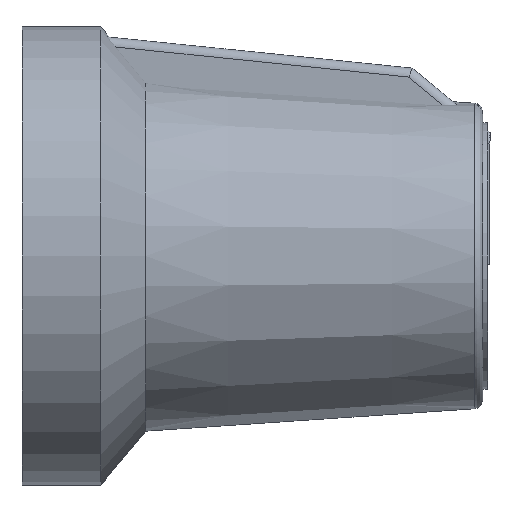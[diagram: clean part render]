
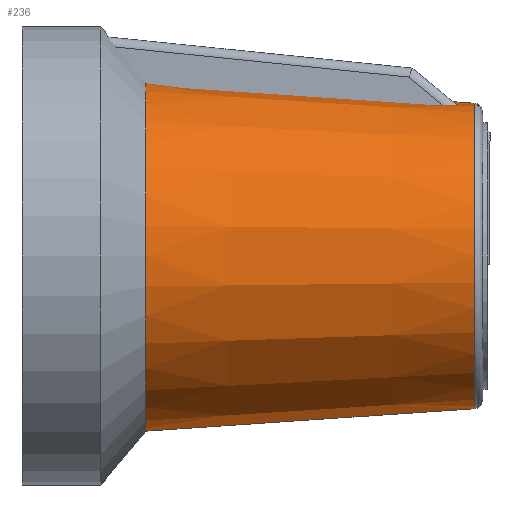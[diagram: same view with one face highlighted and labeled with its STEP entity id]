
A CAD part, front view. The second image highlights one B-rep face of the part: STEP entity #236.
In plain terms, the highlighted conical face has half-angle 3.9 degrees and reference radius 4.958 mm.
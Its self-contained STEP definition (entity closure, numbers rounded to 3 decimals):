
#49 = AXIS2_PLACEMENT_3D ( 'NONE', #232, #756, #1019 ) ;
#53 = DIRECTION ( 'NONE',  ( -0.998, 0., 0.068 ) ) ;
#91 = ORIENTED_EDGE ( 'NONE', *, *, #242, .T. ) ;
#97 = CARTESIAN_POINT ( 'NONE',  ( 14.971, 0., 0.014 ) ) ;
#99 = CARTESIAN_POINT ( 'NONE',  ( 3.992, 0., 5.721 ) ) ;
#161 = EDGE_CURVE ( 'NONE', #296, #893, #1045, .T. ) ;
#232 = CARTESIAN_POINT ( 'NONE',  ( 3.992, 0., 0.014 ) ) ;
#236 = ADVANCED_FACE ( 'NONE', ( #634 ), #638, .T. ) ;
#242 = EDGE_CURVE ( 'NONE', #644, #942, #1212, .T. ) ;
#250 = LINE ( 'NONE', #601, #565 ) ;
#291 = ORIENTED_EDGE ( 'NONE', *, *, #161, .T. ) ;
#296 = VERTEX_POINT ( 'NONE', #420 ) ;
#324 = AXIS2_PLACEMENT_3D ( 'NONE', #97, #627, #883 ) ;
#363 = DIRECTION ( 'NONE',  ( -0.998, 0., -0.068 ) ) ;
#420 = CARTESIAN_POINT ( 'NONE',  ( 14.691, 0., -4.963 ) ) ;
#565 = VECTOR ( 'NONE', #363, 1000. ) ;
#569 = LINE ( 'NONE', #1229, #1396 ) ;
#601 = CARTESIAN_POINT ( 'NONE',  ( 14.971, 0., -4.943 ) ) ;
#621 = CARTESIAN_POINT ( 'NONE',  ( 14.691, 0., 0.014 ) ) ;
#627 = DIRECTION ( 'NONE',  ( -1., 0., 0. ) ) ;
#634 = FACE_OUTER_BOUND ( 'NONE', #1177, .T. ) ;
#638 = CONICAL_SURFACE ( 'NONE', #324, 4.958, 0.068 ) ;
#644 = VERTEX_POINT ( 'NONE', #99 ) ;
#662 = AXIS2_PLACEMENT_3D ( 'NONE', #621, #1145, #1510 ) ;
#754 = CARTESIAN_POINT ( 'NONE',  ( 14.691, 0., 4.991 ) ) ;
#756 = DIRECTION ( 'NONE',  ( 1., 0., 0. ) ) ;
#807 = ORIENTED_EDGE ( 'NONE', *, *, #924, .F. ) ;
#883 = DIRECTION ( 'NONE',  ( 0., 0., 1. ) ) ;
#893 = VERTEX_POINT ( 'NONE', #754 ) ;
#924 = EDGE_CURVE ( 'NONE', #296, #942, #250, .T. ) ;
#942 = VERTEX_POINT ( 'NONE', #1437 ) ;
#1019 = DIRECTION ( 'NONE',  ( 0., 0., -1. ) ) ;
#1045 = CIRCLE ( 'NONE', #662, 4.977 ) ;
#1145 = DIRECTION ( 'NONE',  ( -1., 0., 0. ) ) ;
#1177 = EDGE_LOOP ( 'NONE', ( #807, #291, #1344, #91 ) ) ;
#1212 = CIRCLE ( 'NONE', #49, 5.706 ) ;
#1229 = CARTESIAN_POINT ( 'NONE',  ( 14.971, 0., 4.972 ) ) ;
#1344 = ORIENTED_EDGE ( 'NONE', *, *, #1655, .T. ) ;
#1396 = VECTOR ( 'NONE', #53, 1000. ) ;
#1437 = CARTESIAN_POINT ( 'NONE',  ( 3.992, 0., -5.692 ) ) ;
#1510 = DIRECTION ( 'NONE',  ( 0., 0., 1. ) ) ;
#1655 = EDGE_CURVE ( 'NONE', #893, #644, #569, .T. ) ;
